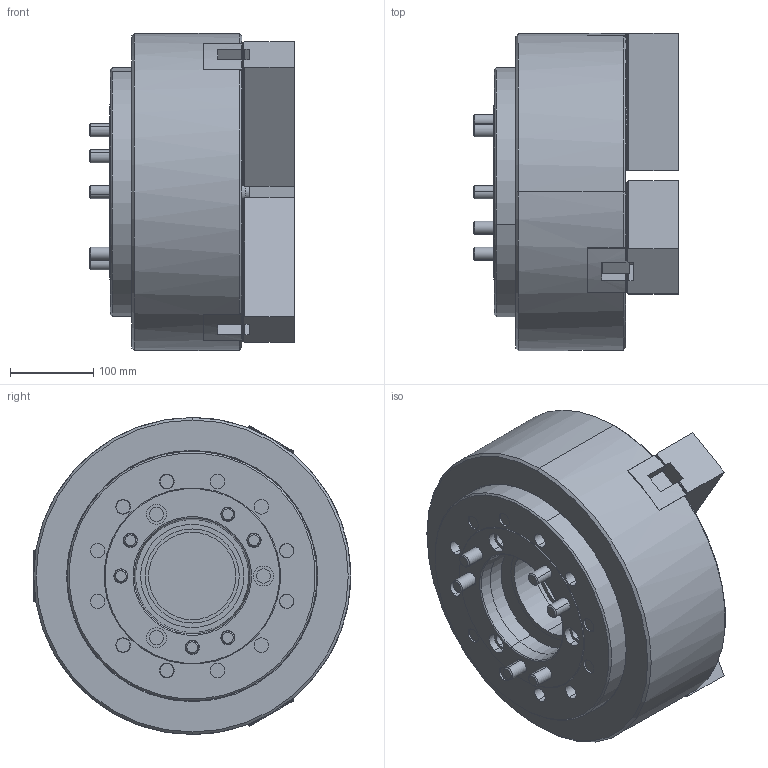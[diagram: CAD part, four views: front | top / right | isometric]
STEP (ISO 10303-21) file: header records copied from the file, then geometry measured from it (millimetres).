
FILE_DESCRIPTION (( 'STEP AP203' ), '1' );
FILE_NAME ('CF-3H-15A8.STEP', '2023-06-09T01:38:15', ( '' ), ( '' ), 'SwSTEP 2.0', 'SolidWorks 2020', '' );
FILE_SCHEMA (( 'CONFIG_CONTROL_DESIGN' ));
Length unit declared in the file: millimetre
Products named in the file (13): SJ-15P; CF-3H-215-03000; 圓頭內六角螺栓_M20x50; CF-3H-215-04020(寬25.5)(T型塊); 圓頭內六角螺栓_M20x130; CF-3H-15-07010; 半圓頭六角孔螺栓_M6x12; CF-3H-15-08000; CF-3H-15-11000-A8法蘭; 圓頭內六角螺栓_M16x40; CF-3H-15-01010; CF-3H-15A8; CF-3H-15-02010_M115x2
Assembly tree (38 placements, depth 2):
  CF-3H-15A8
    CF-3H-15-01010
    CF-3H-15-02010_M115x2
    CF-3H-215-03000  x3
    CF-3H-215-04020(寬25.5)(T型塊)  x3
    CF-3H-15-07010
    CF-3H-15-08000
    SJ-15P  x3
    圓頭內六角螺栓_M20x50  x6
    圓頭內六角螺栓_M20x130  x6
    半圓頭六角孔螺栓_M6x12  x6
    CF-3H-15-11000-A8法蘭
    圓頭內六角螺栓_M16x40  x6
Bounding box: 246.25 x 381.45 x 381 mm (x, y, z)
Volume: 16239141.2 mm3; surface area: 1402916.5 mm2
Topology: 38 solids, 38 shells, 5572 faces, 15969 edges, 10524 vertices
Faces by surface type: plane 3893, cylinder 1425, cone 238, torus 16
Entity records: 66715 total; most frequent: CARTESIAN_POINT 14012, ORIENTED_EDGE 11406, DIRECTION 9578, EDGE_CURVE 5703, VECTOR 4244, LINE 4244, VERTEX_POINT 3773, AXIS2_PLACEMENT_3D 2667
